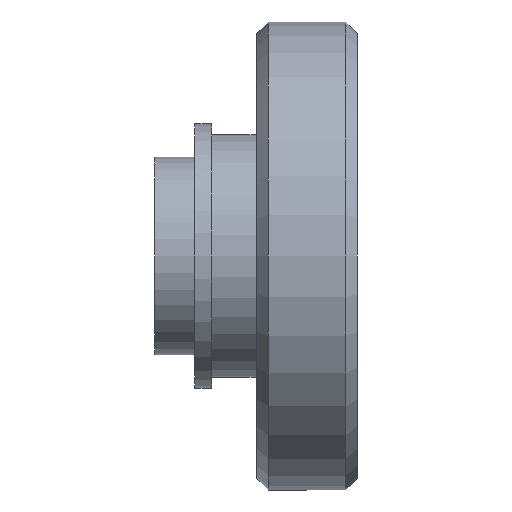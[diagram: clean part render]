
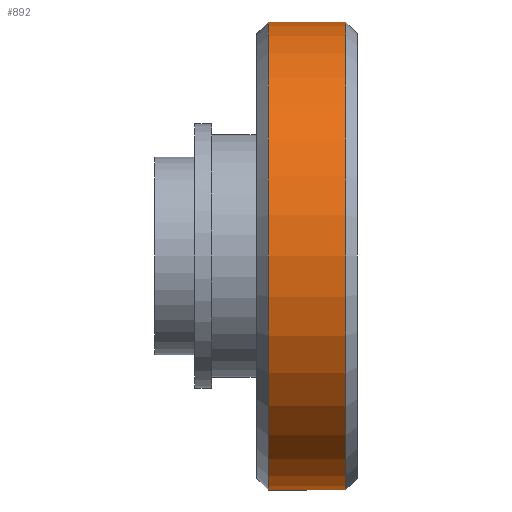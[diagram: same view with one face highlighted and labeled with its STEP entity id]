
A CAD part, left-side view. The second image highlights one B-rep face of the part: STEP entity #892.
In plain terms, the highlighted cylindrical face has radius 16.891 mm (diameter 33.782 mm), a partial arc.
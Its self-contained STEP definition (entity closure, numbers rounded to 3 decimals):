
#189 = VERTEX_POINT ( 'NONE', #403 ) ;
#258 = CARTESIAN_POINT ( 'NONE',  ( 0., -4.623, -16.891 ) ) ;
#333 = EDGE_CURVE ( 'NONE', #1084, #780, #2361, .T. ) ;
#334 = CIRCLE ( 'NONE', #1717, 16.891 ) ;
#335 = CYLINDRICAL_SURFACE ( 'NONE', #790, 16.891 ) ;
#403 = CARTESIAN_POINT ( 'NONE',  ( 0., -4.623, 16.891 ) ) ;
#461 = DIRECTION ( 'NONE',  ( 0., 1., 0. ) ) ;
#529 = DIRECTION ( 'NONE',  ( 0., 1., 0. ) ) ;
#780 = VERTEX_POINT ( 'NONE', #258 ) ;
#790 = AXIS2_PLACEMENT_3D ( 'NONE', #1207, #461, #2283 ) ;
#808 = EDGE_CURVE ( 'NONE', #780, #189, #1168, .T. ) ;
#831 = VECTOR ( 'NONE', #2233, 1000. ) ;
#851 = CARTESIAN_POINT ( 'NONE',  ( 0., -3.81, -16.891 ) ) ;
#892 = ADVANCED_FACE ( 'NONE', ( #2024 ), #335, .T. ) ;
#1003 = CARTESIAN_POINT ( 'NONE',  ( 0., -4.623, 0. ) ) ;
#1084 = VERTEX_POINT ( 'NONE', #1268 ) ;
#1168 = CIRCLE ( 'NONE', #2293, 16.891 ) ;
#1186 = DIRECTION ( 'NONE',  ( 0., 0., -1. ) ) ;
#1207 = CARTESIAN_POINT ( 'NONE',  ( 0., -3.81, 0. ) ) ;
#1228 = ORIENTED_EDGE ( 'NONE', *, *, #808, .F. ) ;
#1268 = CARTESIAN_POINT ( 'NONE',  ( 0., -10.236, -16.891 ) ) ;
#1319 = LINE ( 'NONE', #1677, #831 ) ;
#1340 = VECTOR ( 'NONE', #1946, 1000. ) ;
#1424 = ORIENTED_EDGE ( 'NONE', *, *, #1841, .T. ) ;
#1440 = EDGE_CURVE ( 'NONE', #1580, #189, #1319, .T. ) ;
#1580 = VERTEX_POINT ( 'NONE', #2262 ) ;
#1639 = CARTESIAN_POINT ( 'NONE',  ( 0., -10.236, 0. ) ) ;
#1665 = ORIENTED_EDGE ( 'NONE', *, *, #333, .F. ) ;
#1677 = CARTESIAN_POINT ( 'NONE',  ( 0., -3.81, 16.891 ) ) ;
#1717 = AXIS2_PLACEMENT_3D ( 'NONE', #1639, #529, #1808 ) ;
#1808 = DIRECTION ( 'NONE',  ( 0., 0., 1. ) ) ;
#1841 = EDGE_CURVE ( 'NONE', #1084, #1580, #334, .T. ) ;
#1890 = EDGE_LOOP ( 'NONE', ( #1665, #1424, #2246, #1228 ) ) ;
#1946 = DIRECTION ( 'NONE',  ( 0., 1., 0. ) ) ;
#2024 = FACE_OUTER_BOUND ( 'NONE', #1890, .T. ) ;
#2233 = DIRECTION ( 'NONE',  ( 0., 1., 0. ) ) ;
#2246 = ORIENTED_EDGE ( 'NONE', *, *, #1440, .T. ) ;
#2262 = CARTESIAN_POINT ( 'NONE',  ( 0., -10.236, 16.891 ) ) ;
#2270 = DIRECTION ( 'NONE',  ( 0., 1., 0. ) ) ;
#2283 = DIRECTION ( 'NONE',  ( 0., 0., 1. ) ) ;
#2293 = AXIS2_PLACEMENT_3D ( 'NONE', #1003, #2270, #1186 ) ;
#2361 = LINE ( 'NONE', #851, #1340 ) ;
